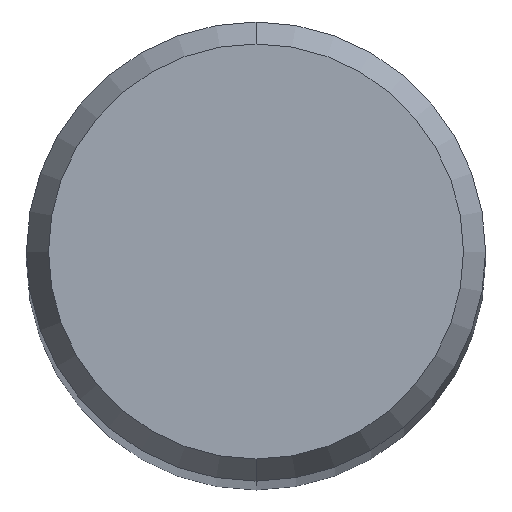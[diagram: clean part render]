
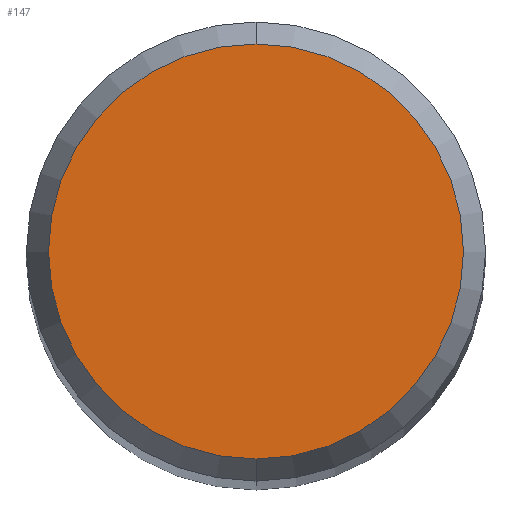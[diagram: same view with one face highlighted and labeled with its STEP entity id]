
A CAD part, top view. The second image highlights one B-rep face of the part: STEP entity #147.
In plain terms, the highlighted planar face has unit normal (0, 0, 1).
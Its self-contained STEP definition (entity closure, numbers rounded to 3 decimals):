
#111=VERTEX_POINT('',#265);
#147=ADVANCED_FACE('',(#306),#307,.T.);
#175=VERTEX_POINT('',#338);
#215=EDGE_CURVE('',#175,#111,#383,.T.);
#229=EDGE_CURVE('',#111,#175,#397,.T.);
#265=CARTESIAN_POINT('',(0.0,2.158,0.0));
#306=FACE_OUTER_BOUND('',#480,.T.);
#307=PLANE('',#481);
#338=CARTESIAN_POINT('',(0.,-2.158,0.0));
#383=CIRCLE('',#576,2.158);
#397=CIRCLE('',#599,2.158);
#480=EDGE_LOOP('',(#685,#686));
#481=AXIS2_PLACEMENT_3D('',#687,#688,#689);
#576=AXIS2_PLACEMENT_3D('',#778,#779,#780);
#599=AXIS2_PLACEMENT_3D('',#790,#791,#792);
#685=ORIENTED_EDGE('',*,*,#229,.F.);
#686=ORIENTED_EDGE('',*,*,#215,.F.);
#687=CARTESIAN_POINT('',(0.0,1.079,0.0));
#688=DIRECTION('',(-0.0,0.0,1.0));
#689=DIRECTION('',(0.0,-1.0,0.0));
#778=CARTESIAN_POINT('',(0.0,0.0,0.0));
#779=DIRECTION('',(0.0,0.0,-1.0));
#780=DIRECTION('',(0.0,1.0,0.0));
#790=CARTESIAN_POINT('',(0.0,0.0,0.0));
#791=DIRECTION('',(0.0,0.0,-1.0));
#792=DIRECTION('',(0.0,1.0,0.0));
